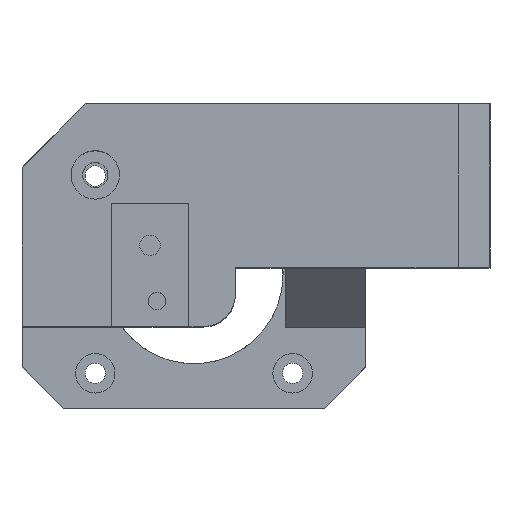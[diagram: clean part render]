
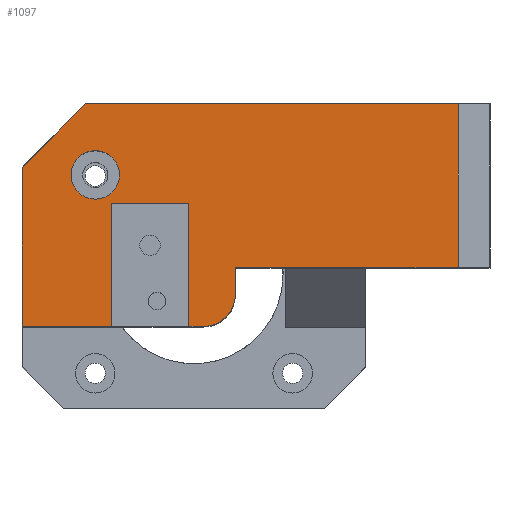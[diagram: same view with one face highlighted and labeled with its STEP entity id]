
A CAD part, top view. The second image highlights one B-rep face of the part: STEP entity #1097.
In plain terms, the highlighted planar face has unit normal (0, 0, 1).
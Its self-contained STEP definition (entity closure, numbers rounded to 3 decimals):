
#289 = VERTEX_POINT('',#290);
#290 = CARTESIAN_POINT('',(81.141,976.278,47.945));
#296 = EDGE_CURVE('',#289,#297,#299,.T.);
#297 = VERTEX_POINT('',#298);
#298 = CARTESIAN_POINT('',(78.841,976.278,47.945));
#299 = LINE('',#300,#301);
#300 = CARTESIAN_POINT('',(78.846,976.278,47.945));
#301 = VECTOR('',#302,1.);
#302 = DIRECTION('',(-1.,0.,0.));
#321 = VERTEX_POINT('',#322);
#322 = CARTESIAN_POINT('',(66.651,976.278,47.945));
#328 = EDGE_CURVE('',#329,#321,#331,.T.);
#329 = VERTEX_POINT('',#330);
#330 = CARTESIAN_POINT('',(52.641,976.278,47.945));
#331 = LINE('',#332,#333);
#332 = CARTESIAN_POINT('',(66.426,976.278,47.945));
#333 = VECTOR('',#334,1.);
#334 = DIRECTION('',(1.,0.,0.));
#573 = VERTEX_POINT('',#574);
#574 = CARTESIAN_POINT('',(121.141,985.528,47.945));
#580 = EDGE_CURVE('',#573,#581,#583,.T.);
#581 = VERTEX_POINT('',#582);
#582 = CARTESIAN_POINT('',(86.141,985.528,47.945));
#583 = LINE('',#584,#585);
#584 = CARTESIAN_POINT('',(90.997,985.528,47.945));
#585 = VECTOR('',#586,1.);
#586 = DIRECTION('',(-1.,0.,0.));
#1048 = EDGE_CURVE('',#1049,#329,#1051,.T.);
#1049 = VERTEX_POINT('',#1050);
#1050 = CARTESIAN_POINT('',(52.641,1001.228,47.945));
#1051 = LINE('',#1052,#1053);
#1052 = CARTESIAN_POINT('',(52.641,981.328,47.945));
#1053 = VECTOR('',#1054,1.);
#1054 = DIRECTION('',(0.,-1.,0.));
#1097 = ADVANCED_FACE('',(#1098,#1163),#1174,.T.);
#1098 = FACE_BOUND('',#1099,.T.);
#1099 = EDGE_LOOP('',(#1100,#1110,#1116,#1117,#1118,#1126,#1134,#1140,
    #1141,#1150,#1156,#1157));
#1100 = ORIENTED_EDGE('',*,*,#1101,.F.);
#1101 = EDGE_CURVE('',#1102,#1104,#1106,.T.);
#1102 = VERTEX_POINT('',#1103);
#1103 = CARTESIAN_POINT('',(62.691,1011.278,47.945));
#1104 = VERTEX_POINT('',#1105);
#1105 = CARTESIAN_POINT('',(121.141,1011.278,47.945));
#1106 = LINE('',#1107,#1108);
#1107 = CARTESIAN_POINT('',(98.156,1011.278,47.945));
#1108 = VECTOR('',#1109,1.);
#1109 = DIRECTION('',(1.,0.,0.));
#1110 = ORIENTED_EDGE('',*,*,#1111,.T.);
#1111 = EDGE_CURVE('',#1102,#1049,#1112,.T.);
#1112 = LINE('',#1113,#1114);
#1113 = CARTESIAN_POINT('',(64.7,1013.288,47.945));
#1114 = VECTOR('',#1115,1.);
#1115 = DIRECTION('',(-0.707,-0.707,0.));
#1116 = ORIENTED_EDGE('',*,*,#1048,.T.);
#1117 = ORIENTED_EDGE('',*,*,#328,.T.);
#1118 = ORIENTED_EDGE('',*,*,#1119,.F.);
#1119 = EDGE_CURVE('',#1120,#321,#1122,.T.);
#1120 = VERTEX_POINT('',#1121);
#1121 = CARTESIAN_POINT('',(66.651,995.528,47.945));
#1122 = LINE('',#1123,#1124);
#1123 = CARTESIAN_POINT('',(66.651,991.676,47.945));
#1124 = VECTOR('',#1125,1.);
#1125 = DIRECTION('',(0.,-1.,0.));
#1126 = ORIENTED_EDGE('',*,*,#1127,.F.);
#1127 = EDGE_CURVE('',#1128,#1120,#1130,.T.);
#1128 = VERTEX_POINT('',#1129);
#1129 = CARTESIAN_POINT('',(78.841,995.528,47.945));
#1130 = LINE('',#1131,#1132);
#1131 = CARTESIAN_POINT('',(78.626,995.528,47.945));
#1132 = VECTOR('',#1133,1.);
#1133 = DIRECTION('',(-1.,0.,0.));
#1134 = ORIENTED_EDGE('',*,*,#1135,.F.);
#1135 = EDGE_CURVE('',#297,#1128,#1136,.T.);
#1136 = LINE('',#1137,#1138);
#1137 = CARTESIAN_POINT('',(78.841,985.528,47.945));
#1138 = VECTOR('',#1139,1.);
#1139 = DIRECTION('',(0.,1.,0.));
#1140 = ORIENTED_EDGE('',*,*,#296,.F.);
#1141 = ORIENTED_EDGE('',*,*,#1142,.T.);
#1142 = EDGE_CURVE('',#289,#1143,#1145,.T.);
#1143 = VERTEX_POINT('',#1144);
#1144 = CARTESIAN_POINT('',(86.141,981.278,47.945));
#1145 = CIRCLE('',#1146,5.);
#1146 = AXIS2_PLACEMENT_3D('',#1147,#1148,#1149);
#1147 = CARTESIAN_POINT('',(81.141,981.278,47.945));
#1148 = DIRECTION('',(0.,0.,1.));
#1149 = DIRECTION('',(1.,0.,0.));
#1150 = ORIENTED_EDGE('',*,*,#1151,.T.);
#1151 = EDGE_CURVE('',#1143,#581,#1152,.T.);
#1152 = LINE('',#1153,#1154);
#1153 = CARTESIAN_POINT('',(86.141,976.278,47.945));
#1154 = VECTOR('',#1155,1.);
#1155 = DIRECTION('',(0.,1.,0.));
#1156 = ORIENTED_EDGE('',*,*,#580,.F.);
#1157 = ORIENTED_EDGE('',*,*,#1158,.T.);
#1158 = EDGE_CURVE('',#573,#1104,#1159,.T.);
#1159 = LINE('',#1160,#1161);
#1160 = CARTESIAN_POINT('',(121.141,985.528,47.945));
#1161 = VECTOR('',#1162,1.);
#1162 = DIRECTION('',(0.,1.,0.));
#1163 = FACE_BOUND('',#1164,.T.);
#1164 = EDGE_LOOP('',(#1165));
#1165 = ORIENTED_EDGE('',*,*,#1166,.F.);
#1166 = EDGE_CURVE('',#1167,#1167,#1169,.T.);
#1167 = VERTEX_POINT('',#1168);
#1168 = CARTESIAN_POINT('',(67.941,1000.078,47.945));
#1169 = CIRCLE('',#1170,3.8);
#1170 = AXIS2_PLACEMENT_3D('',#1171,#1172,#1173);
#1171 = CARTESIAN_POINT('',(64.141,1000.078,47.945));
#1172 = DIRECTION('',(0.,0.,1.));
#1173 = DIRECTION('',(1.,0.,0.));
#1174 = PLANE('',#1175);
#1175 = AXIS2_PLACEMENT_3D('',#1176,#1177,#1178);
#1176 = CARTESIAN_POINT('',(84.168,994.505,47.945));
#1177 = DIRECTION('',(0.,0.,1.));
#1178 = DIRECTION('',(1.,0.,0.));
